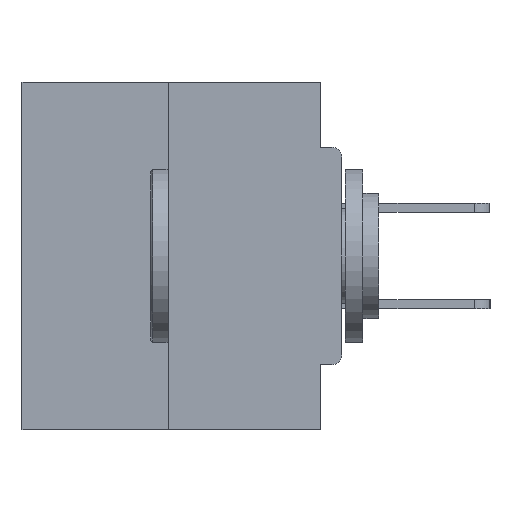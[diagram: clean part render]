
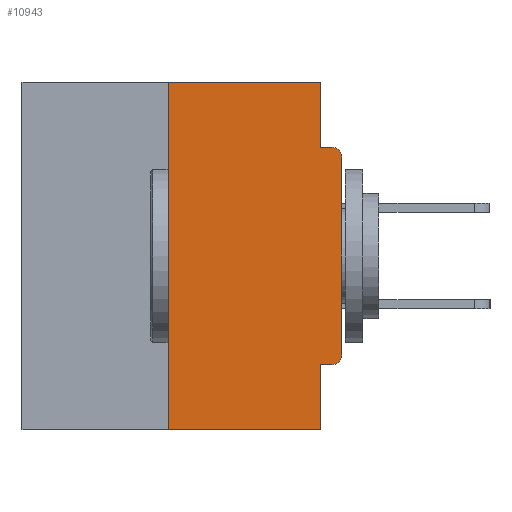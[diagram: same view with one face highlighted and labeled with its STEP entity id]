
A CAD part, left-side view. The second image highlights one B-rep face of the part: STEP entity #10943.
In plain terms, the highlighted planar face has unit normal (-1, 0, 0).
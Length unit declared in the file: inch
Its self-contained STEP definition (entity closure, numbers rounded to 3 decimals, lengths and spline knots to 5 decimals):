
#13 = VERTEX_POINT ( 'NONE', #28765 ) ;
#394 = ORIENTED_EDGE ( 'NONE', *, *, #37794, .F. ) ;
#1391 = CARTESIAN_POINT ( 'NONE',  ( 0., 0.015, -0.3915 ) ) ;
#1747 = CARTESIAN_POINT ( 'NONE',  ( 0., 0.015, -0.0935 ) ) ;
#1875 = CIRCLE ( 'NONE', #7774, 0.015 ) ;
#1916 = LINE ( 'NONE', #38855, #17333 ) ;
#2088 = LINE ( 'NONE', #15660, #26317 ) ;
#2149 = ORIENTED_EDGE ( 'NONE', *, *, #30693, .F. ) ;
#2789 = VERTEX_POINT ( 'NONE', #3498 ) ;
#3388 = CARTESIAN_POINT ( 'NONE',  ( 0., 0.25, 0. ) ) ;
#3498 = CARTESIAN_POINT ( 'NONE',  ( 0., 0.031, -0.4065 ) ) ;
#3675 = CARTESIAN_POINT ( 'NONE',  ( 0., 0., -0.0935 ) ) ;
#4640 = VERTEX_POINT ( 'NONE', #13957 ) ;
#5278 = FACE_OUTER_BOUND ( 'NONE', #39301, .T. ) ;
#5482 = LINE ( 'NONE', #6112, #36319 ) ;
#5657 = CARTESIAN_POINT ( 'NONE',  ( 0., 0., 0. ) ) ;
#5930 = DIRECTION ( 'NONE',  ( 0., 0., 1. ) ) ;
#5972 = ORIENTED_EDGE ( 'NONE', *, *, #8620, .T. ) ;
#6112 = CARTESIAN_POINT ( 'NONE',  ( 0., 0.46, 0. ) ) ;
#7302 = ORIENTED_EDGE ( 'NONE', *, *, #19036, .T. ) ;
#7774 = AXIS2_PLACEMENT_3D ( 'NONE', #1391, #24432, #27299 ) ;
#8620 = EDGE_CURVE ( 'NONE', #14586, #13, #1875, .T. ) ;
#9034 = DIRECTION ( 'NONE',  ( 0., -1., 0. ) ) ;
#9076 = DIRECTION ( 'NONE',  ( 0., 0., -1. ) ) ;
#10070 = ORIENTED_EDGE ( 'NONE', *, *, #22951, .T. ) ;
#10396 = DIRECTION ( 'NONE',  ( -1., 0., 0. ) ) ;
#10706 = DIRECTION ( 'NONE',  ( 0., -1., 0. ) ) ;
#10798 = ORIENTED_EDGE ( 'NONE', *, *, #17220, .F. ) ;
#10943 = ADVANCED_FACE ( 'NONE', ( #5278 ), #33144, .F. ) ;
#11586 = ORIENTED_EDGE ( 'NONE', *, *, #36339, .F. ) ;
#11718 = VERTEX_POINT ( 'NONE', #37663 ) ;
#12939 = DIRECTION ( 'NONE',  ( 0., 0., -1. ) ) ;
#13473 = DIRECTION ( 'NONE',  ( 0., 0., 1. ) ) ;
#13957 = CARTESIAN_POINT ( 'NONE',  ( 0., 0.031, 0. ) ) ;
#14063 = EDGE_CURVE ( 'NONE', #19151, #28288, #40399, .T. ) ;
#14586 = VERTEX_POINT ( 'NONE', #38443 ) ;
#15202 = DIRECTION ( 'NONE',  ( 0., -1., 0. ) ) ;
#15660 = CARTESIAN_POINT ( 'NONE',  ( 0., 0., -0.4065 ) ) ;
#16602 = AXIS2_PLACEMENT_3D ( 'NONE', #22690, #36332, #12939 ) ;
#17220 = EDGE_CURVE ( 'NONE', #32404, #4640, #5482, .T. ) ;
#17333 = VECTOR ( 'NONE', #22796, 39.37008 ) ;
#17957 = VECTOR ( 'NONE', #9076, 39.37008 ) ;
#18818 = DIRECTION ( 'NONE',  ( 0., 1., 0. ) ) ;
#19036 = EDGE_CURVE ( 'NONE', #34512, #28288, #22763, .T. ) ;
#19151 = VERTEX_POINT ( 'NONE', #37187 ) ;
#19698 = LINE ( 'NONE', #25164, #27427 ) ;
#20574 = CARTESIAN_POINT ( 'NONE',  ( 0., 0.015, -0.1085 ) ) ;
#22164 = AXIS2_PLACEMENT_3D ( 'NONE', #20574, #10396, #30235 ) ;
#22690 = CARTESIAN_POINT ( 'NONE',  ( 0., 0.46, 0. ) ) ;
#22763 = CIRCLE ( 'NONE', #22164, 0.015 ) ;
#22796 = DIRECTION ( 'NONE',  ( 0., 0., -1. ) ) ;
#22951 = EDGE_CURVE ( 'NONE', #13, #34512, #38877, .T. ) ;
#24432 = DIRECTION ( 'NONE',  ( -1., 0., 0. ) ) ;
#25024 = EDGE_CURVE ( 'NONE', #11718, #25496, #19698, .T. ) ;
#25164 = CARTESIAN_POINT ( 'NONE',  ( 0., 0.46, -0.5 ) ) ;
#25496 = VERTEX_POINT ( 'NONE', #33279 ) ;
#26154 = CARTESIAN_POINT ( 'NONE',  ( 0., 0., -0.1085 ) ) ;
#26317 = VECTOR ( 'NONE', #18818, 39.37008 ) ;
#27299 = DIRECTION ( 'NONE',  ( 0., 0., -1. ) ) ;
#27427 = VECTOR ( 'NONE', #15202, 39.37008 ) ;
#28288 = VERTEX_POINT ( 'NONE', #1747 ) ;
#28311 = CARTESIAN_POINT ( 'NONE',  ( 0., 0.25, 0. ) ) ;
#28765 = CARTESIAN_POINT ( 'NONE',  ( 0., 0., -0.3915 ) ) ;
#30212 = VECTOR ( 'NONE', #5930, 39.37008 ) ;
#30235 = DIRECTION ( 'NONE',  ( 0., 0., -1. ) ) ;
#30693 = EDGE_CURVE ( 'NONE', #2789, #25496, #33899, .T. ) ;
#30965 = VECTOR ( 'NONE', #13473, 39.37008 ) ;
#31658 = ORIENTED_EDGE ( 'NONE', *, *, #25024, .T. ) ;
#31889 = ORIENTED_EDGE ( 'NONE', *, *, #14063, .F. ) ;
#31912 = CARTESIAN_POINT ( 'NONE',  ( 0., 0.031, -0.5 ) ) ;
#32404 = VERTEX_POINT ( 'NONE', #28311 ) ;
#33144 = PLANE ( 'NONE',  #16602 ) ;
#33279 = CARTESIAN_POINT ( 'NONE',  ( 0., 0.031, -0.5 ) ) ;
#33899 = LINE ( 'NONE', #31912, #17957 ) ;
#34035 = LINE ( 'NONE', #3388, #30965 ) ;
#34512 = VERTEX_POINT ( 'NONE', #26154 ) ;
#35412 = EDGE_CURVE ( 'NONE', #11718, #32404, #34035, .T. ) ;
#35967 = ORIENTED_EDGE ( 'NONE', *, *, #35412, .F. ) ;
#36319 = VECTOR ( 'NONE', #9034, 39.37008 ) ;
#36332 = DIRECTION ( 'NONE',  ( 1., 0., 0. ) ) ;
#36339 = EDGE_CURVE ( 'NONE', #14586, #2789, #2088, .T. ) ;
#37187 = CARTESIAN_POINT ( 'NONE',  ( 0., 0.031, -0.0935 ) ) ;
#37663 = CARTESIAN_POINT ( 'NONE',  ( 0., 0.25, -0.5 ) ) ;
#37794 = EDGE_CURVE ( 'NONE', #4640, #19151, #1916, .T. ) ;
#38366 = VECTOR ( 'NONE', #10706, 39.37008 ) ;
#38443 = CARTESIAN_POINT ( 'NONE',  ( 0., 0.015, -0.4065 ) ) ;
#38855 = CARTESIAN_POINT ( 'NONE',  ( 0., 0.031, 0. ) ) ;
#38877 = LINE ( 'NONE', #5657, #30212 ) ;
#39301 = EDGE_LOOP ( 'NONE', ( #10798, #35967, #31658, #2149, #11586, #5972, #10070, #7302, #31889, #394 ) ) ;
#40399 = LINE ( 'NONE', #3675, #38366 ) ;
